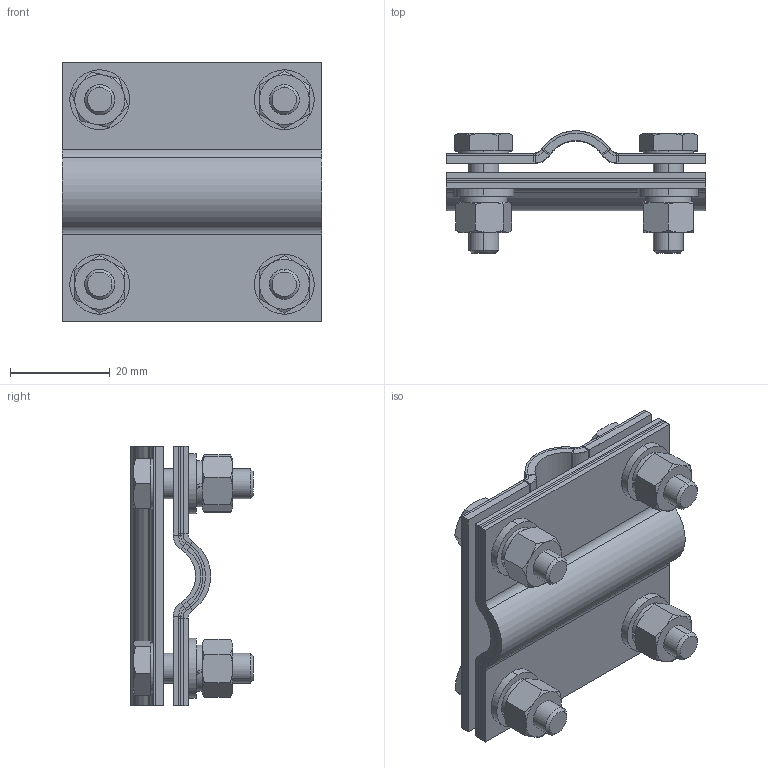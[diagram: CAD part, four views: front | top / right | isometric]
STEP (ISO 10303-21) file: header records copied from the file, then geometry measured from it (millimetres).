
FILE_DESCRIPTION (( 'STEP AP203' ), '1' );
FILE_NAME ('(6-8) 0103 Êðåñòîîáðàçíûé ñîåäèíèòåëü 4õÌ6õ20, äâå ïëàñòèíû.STEP', '2024-08-08T10:33:53', ( '' ), ( '' ), 'SwSTEP 2.0', 'SolidWorks 2022', '' );
FILE_SCHEMA (( 'CONFIG_CONTROL_DESIGN' ));
Length unit declared in the file: millimetre
Products named in the file (8): 0103.001-02 Пластина.STEP; hex nut gradec_iso_ISO - 4034 - M6 - N.STEP; ГОСТ 6402-70_Шайба 6Л ГОСТ 6402-70.STEP; (6-8) 0103 Крестообразный соединитель 4хМ6х20, две пластины; plain washer grade a_din_Washer DIN 125 - A 6.4.STEP; hex screw gradeab_iso_ISO 4017 - M6 x 20-N.STEP; 0103.001-01 Пластина.STEP; 0103.001 Пластина.STEP
Assembly tree (22 placements, depth 2):
  (6-8) 0103 Крестообразный соединитель 4хМ6х20, две пластины
    0103.001 Пластина.STEP  x2
    hex screw gradeab_iso_ISO 4017 - M6 x 20-N.STEP  x4
    hex nut gradec_iso_ISO - 4034 - M6 - N.STEP  x4
    0103.001-01 Пластина.STEP  x2
    0103.001-02 Пластина.STEP  x2
    ГОСТ 6402-70_Шайба 6Л ГОСТ 6402-70.STEP  x4
    plain washer grade a_din_Washer DIN 125 - A 6.4.STEP  x4
Bounding box: 52 x 24.5 x 52 mm (x, y, z)
Volume: 35740.2 mm3; surface area: 41809.6 mm2
Topology: 22 solids, 22 shells, 464 faces, 1008 edges, 592 vertices
Faces by surface type: plane 212, cylinder 148, cone 96, torus 8
Entity records: 6120 total; most frequent: CARTESIAN_POINT 1204, DIRECTION 832, ORIENTED_EDGE 708, EDGE_CURVE 354, AXIS2_PLACEMENT_3D 332, VERTEX_POINT 208, EDGE_LOOP 190, LINE 168
